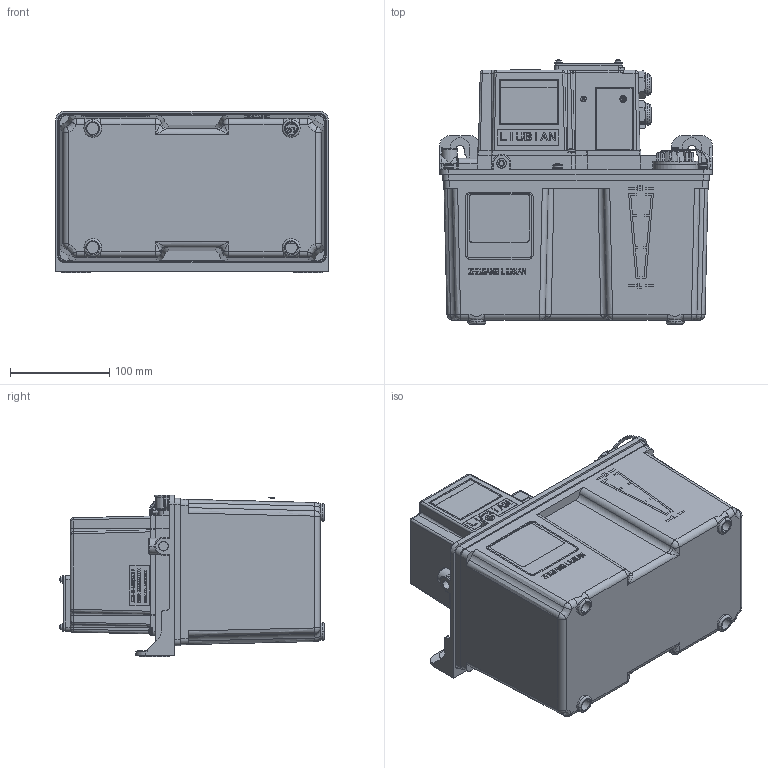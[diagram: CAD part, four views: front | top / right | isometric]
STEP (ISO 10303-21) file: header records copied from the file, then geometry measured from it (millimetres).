
FILE_DESCRIPTION (( 'STEP AP214' ), '1' );
FILE_NAME ('AMO-II-150S.04IIP（三维）.STEP', '2025-07-03T08:07:51', ( 'User' ), ( 'Microsoft' ), 'SwSTEP 2.0', 'SolidWorks 2018', '' );
FILE_SCHEMA (( 'AUTOMOTIVE_DESIGN' ));
Length unit declared in the file: millimetre
Products named in the file (1): AMO-II-150S.04IIP（三维）
Bounding box: 275 x 266.49 x 163 mm (x, y, z)
Surface area: 342183.6 mm2 (no closed solid volume)
Topology: 0 solids, 127 shells, 1189 faces, 5511 edges, 4343 vertices
Faces by surface type: plane 625, cylinder 273, cone 101, bspline 81, torus 64, sphere 45
Entity records: 77211 total; most frequent: CARTESIAN_POINT 21900, DIRECTION 8223, ORIENTED_EDGE 7756, EDGE_CURVE 5499, VERTEX_POINT 4343, LINE 3215, VECTOR 3215, AXIS2_PLACEMENT_3D 2504
